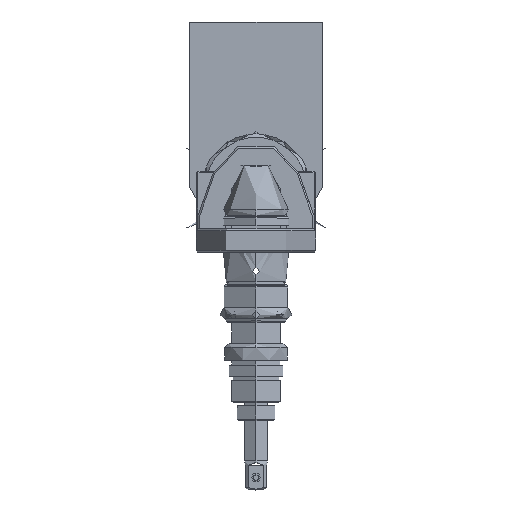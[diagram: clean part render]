
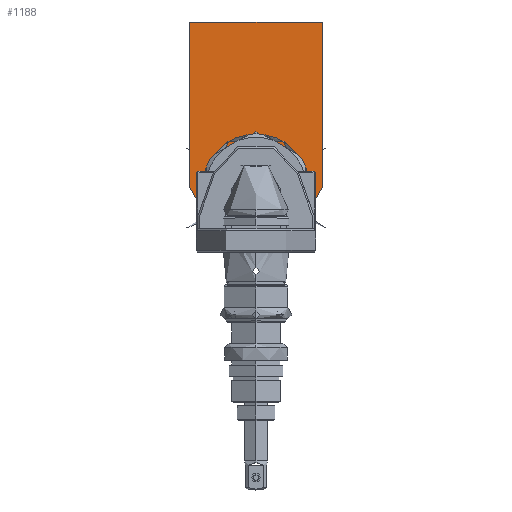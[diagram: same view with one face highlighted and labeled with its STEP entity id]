
A CAD part, top view. The second image highlights one B-rep face of the part: STEP entity #1188.
In plain terms, the highlighted planar face has unit normal (0, 0, 1).
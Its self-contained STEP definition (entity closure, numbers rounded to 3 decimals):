
#950=DIRECTION('',(0.,-1.,0.));
#951=VECTOR('',#950,100.);
#952=CARTESIAN_POINT('',(-40.,100.,433.66));
#953=LINE('',#952,#951);
#954=DIRECTION('',(-1.,0.,0.));
#955=VECTOR('',#954,80.);
#956=CARTESIAN_POINT('',(40.,100.,433.66));
#957=LINE('',#956,#955);
#958=DIRECTION('',(0.,1.,0.));
#959=VECTOR('',#958,100.);
#960=CARTESIAN_POINT('',(40.,0.,433.66));
#961=LINE('',#960,#959);
#962=CARTESIAN_POINT('',(0.,0.,433.66));
#963=DIRECTION('',(0.,0.,1.));
#964=DIRECTION('',(-1.,0.,0.));
#965=AXIS2_PLACEMENT_3D('',#962,#963,#964);
#967=DIRECTION('',(-0.423,-0.906,0.));
#968=VECTOR('',#967,3.193);
#969=CARTESIAN_POINT('',(2.049,27.884,433.66));
#970=LINE('',#969,#968);
#971=CARTESIAN_POINT('',(0.,0.,433.66));
#972=DIRECTION('',(0.,0.,1.));
#973=DIRECTION('',(0.028,1.,0.));
#974=AXIS2_PLACEMENT_3D('',#971,#972,#973);
#976=DIRECTION('',(-0.423,0.906,0.));
#977=VECTOR('',#976,3.193);
#978=CARTESIAN_POINT('',(-0.7,24.99,433.66));
#979=LINE('',#978,#977);
#980=DIRECTION('',(-0.996,-0.087,0.));
#981=VECTOR('',#980,1.276);
#982=CARTESIAN_POINT('',(-2.049,27.884,433.66));
#983=LINE('',#982,#981);
#984=DIRECTION('',(-0.259,-0.966,0.));
#985=VECTOR('',#984,3.23);
#986=CARTESIAN_POINT('',(-3.32,27.772,433.66));
#987=LINE('',#986,#985);
#988=CARTESIAN_POINT('',(0.,0.,433.66));
#989=DIRECTION('',(0.,0.,1.));
#990=DIRECTION('',(-0.166,0.986,0.));
#991=AXIS2_PLACEMENT_3D('',#988,#989,#990);
#993=DIRECTION('',(-0.259,0.966,0.));
#994=VECTOR('',#993,3.23);
#995=CARTESIAN_POINT('',(4.156,24.652,433.66));
#996=LINE('',#995,#994);
#997=DIRECTION('',(-0.996,0.087,0.));
#998=VECTOR('',#997,1.276);
#999=CARTESIAN_POINT('',(3.32,27.772,433.66));
#1000=LINE('',#999,#998);
#1001=CARTESIAN_POINT('',(0.,33.,433.66));
#1002=DIRECTION('',(0.,0.,1.));
#1003=DIRECTION('',(0.,1.,0.));
#1004=AXIS2_PLACEMENT_3D('',#1001,#1002,#1003);
#1006=CARTESIAN_POINT('',(0.,33.,433.66));
#1007=DIRECTION('',(0.,0.,1.));
#1008=DIRECTION('',(0.,-1.,0.));
#1009=AXIS2_PLACEMENT_3D('',#1006,#1007,#1008);
#1019=CARTESIAN_POINT('',(-40.,100.,433.66));
#1020=CARTESIAN_POINT('',(-40.,0.,433.66));
#1021=VERTEX_POINT('',#1019);
#1022=VERTEX_POINT('',#1020);
#1023=CARTESIAN_POINT('',(40.,0.,433.66));
#1024=VERTEX_POINT('',#1023);
#1025=CARTESIAN_POINT('',(40.,100.,433.66));
#1026=VERTEX_POINT('',#1025);
#1035=CARTESIAN_POINT('',(-0.7,24.99,433.66));
#1036=CARTESIAN_POINT('',(-2.049,27.884,433.66));
#1037=VERTEX_POINT('',#1035);
#1038=VERTEX_POINT('',#1036);
#1039=CARTESIAN_POINT('',(-3.32,27.772,433.66));
#1040=VERTEX_POINT('',#1039);
#1041=CARTESIAN_POINT('',(-4.156,24.652,433.66));
#1042=VERTEX_POINT('',#1041);
#1051=CARTESIAN_POINT('',(0.7,24.99,433.66));
#1052=CARTESIAN_POINT('',(2.049,27.884,433.66));
#1053=VERTEX_POINT('',#1051);
#1054=VERTEX_POINT('',#1052);
#1055=CARTESIAN_POINT('',(3.32,27.772,433.66));
#1056=VERTEX_POINT('',#1055);
#1057=CARTESIAN_POINT('',(4.156,24.652,433.66));
#1058=VERTEX_POINT('',#1057);
#1059=CARTESIAN_POINT('',(0.,33.75,433.66));
#1060=CARTESIAN_POINT('',(0.,32.25,433.66));
#1061=VERTEX_POINT('',#1059);
#1062=VERTEX_POINT('',#1060);
#1153=CARTESIAN_POINT('',(0.,0.,433.66));
#1154=DIRECTION('',(0.,0.,1.));
#1155=DIRECTION('',(1.,0.,0.));
#1156=AXIS2_PLACEMENT_3D('',#1153,#1154,#1155);
#1157=PLANE('',#1156);
#1158=ORIENTED_EDGE('',*,*,#1105,.F.);
#1159=ORIENTED_EDGE('',*,*,#1120,.F.);
#1160=ORIENTED_EDGE('',*,*,#1134,.F.);
#1161=ORIENTED_EDGE('',*,*,#1147,.F.);
#1162=EDGE_LOOP('',(#1158,#1159,#1160,#1161));
#1163=FACE_OUTER_BOUND('',#1162,.F.);
#1165=ORIENTED_EDGE('',*,*,#1164,.T.);
#1167=ORIENTED_EDGE('',*,*,#1166,.T.);
#1169=ORIENTED_EDGE('',*,*,#1168,.T.);
#1171=ORIENTED_EDGE('',*,*,#1170,.T.);
#1173=ORIENTED_EDGE('',*,*,#1172,.T.);
#1175=ORIENTED_EDGE('',*,*,#1174,.T.);
#1177=ORIENTED_EDGE('',*,*,#1176,.T.);
#1179=ORIENTED_EDGE('',*,*,#1178,.T.);
#1180=EDGE_LOOP('',(#1165,#1167,#1169,#1171,#1173,#1175,#1177,#1179));
#1181=FACE_BOUND('',#1180,.F.);
#1183=ORIENTED_EDGE('',*,*,#1182,.T.);
#1185=ORIENTED_EDGE('',*,*,#1184,.T.);
#1186=EDGE_LOOP('',(#1183,#1185));
#1187=FACE_BOUND('',#1186,.F.);
#1188=ADVANCED_FACE('',(#1163,#1181,#1187),#1157,.T.);
#966=CIRCLE('',#965,40.);
#975=CIRCLE('',#974,25.);
#992=CIRCLE('',#991,25.);
#1005=CIRCLE('',#1004,0.75);
#1010=CIRCLE('',#1009,0.75);
#1105=EDGE_CURVE('',#1021,#1022,#953,.T.);
#1120=EDGE_CURVE('',#1026,#1021,#957,.T.);
#1134=EDGE_CURVE('',#1024,#1026,#961,.T.);
#1147=EDGE_CURVE('',#1022,#1024,#966,.T.);
#1164=EDGE_CURVE('',#1054,#1053,#970,.T.);
#1166=EDGE_CURVE('',#1053,#1037,#975,.T.);
#1168=EDGE_CURVE('',#1037,#1038,#979,.T.);
#1170=EDGE_CURVE('',#1038,#1040,#983,.T.);
#1172=EDGE_CURVE('',#1040,#1042,#987,.T.);
#1174=EDGE_CURVE('',#1042,#1058,#992,.T.);
#1176=EDGE_CURVE('',#1058,#1056,#996,.T.);
#1178=EDGE_CURVE('',#1056,#1054,#1000,.T.);
#1182=EDGE_CURVE('',#1061,#1062,#1005,.T.);
#1184=EDGE_CURVE('',#1062,#1061,#1010,.T.);
